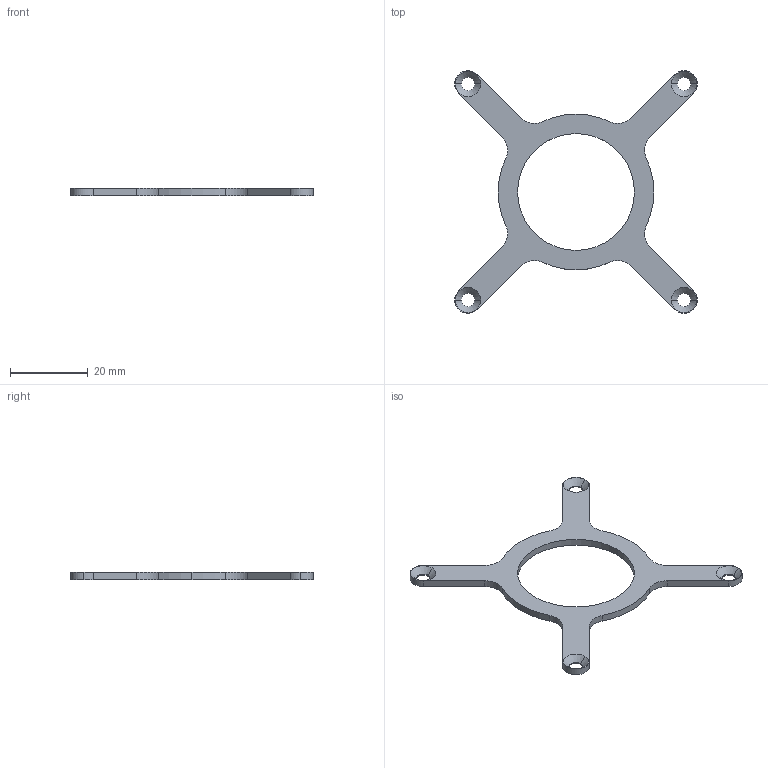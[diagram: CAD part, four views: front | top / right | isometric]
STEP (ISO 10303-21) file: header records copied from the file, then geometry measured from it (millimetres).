
FILE_DESCRIPTION (( 'STEP AP214' ), '1' );
FILE_NAME ('K4-CROIX DE BLOCAGE.STEP', '2022-05-23T19:18:54', ( '' ), ( '' ), 'SwSTEP 2.0', 'SolidWorks 2021', '' );
FILE_SCHEMA (( 'AUTOMOTIVE_DESIGN' ));
Length unit declared in the file: millimetre
Products named in the file (1): K4-CROIX DE BLOCAGE
Bounding box: 62.29 x 62.3 x 1.8 mm (x, y, z)
Volume: 1973 mm3; surface area: 3005.9 mm2
Topology: 1 solids, 1 shells, 49 faces, 133 edges, 86 vertices
Faces by surface type: cylinder 31, plane 10, cone 8
Entity records: 1627 total; most frequent: DIRECTION 303, CARTESIAN_POINT 269, ORIENTED_EDGE 266, EDGE_CURVE 133, AXIS2_PLACEMENT_3D 120, VERTEX_POINT 86, CIRCLE 70, VECTOR 63
